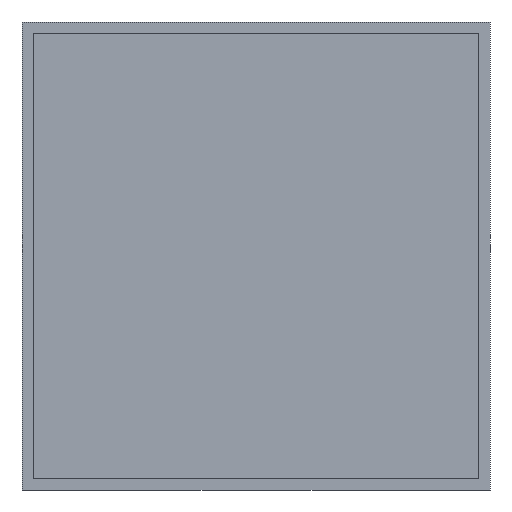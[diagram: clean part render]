
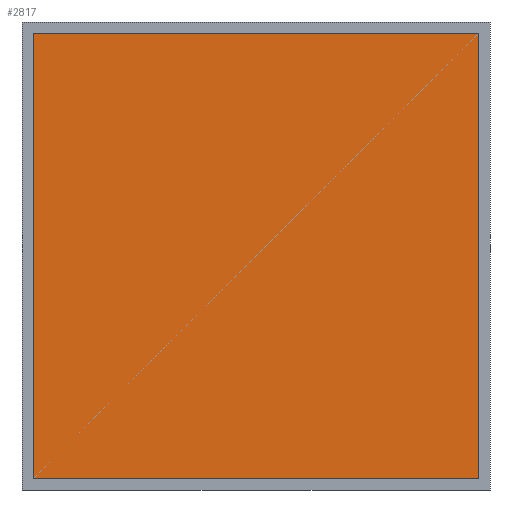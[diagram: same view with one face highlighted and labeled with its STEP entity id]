
A CAD part, front view. The second image highlights one B-rep face of the part: STEP entity #2817.
In plain terms, the highlighted planar face has unit normal (0, -1, 0).
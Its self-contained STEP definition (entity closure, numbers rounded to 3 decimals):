
#2702=DIRECTION('',(0.,0.,-1.));
#2703=VECTOR('',#2702,38.);
#2704=CARTESIAN_POINT('',(-19.,-0.2,19.));
#2705=LINE('',#2704,#2703);
#2706=DIRECTION('',(-1.,0.,0.));
#2707=VECTOR('',#2706,38.);
#2708=CARTESIAN_POINT('',(19.,-0.2,19.));
#2709=LINE('',#2708,#2707);
#2710=DIRECTION('',(0.,0.,1.));
#2711=VECTOR('',#2710,38.);
#2712=CARTESIAN_POINT('',(19.,-0.2,-19.));
#2713=LINE('',#2712,#2711);
#2714=DIRECTION('',(1.,0.,0.));
#2715=VECTOR('',#2714,38.);
#2716=CARTESIAN_POINT('',(-19.,-0.2,-19.));
#2717=LINE('',#2716,#2715);
#2726=CARTESIAN_POINT('',(-19.,-0.2,19.));
#2727=CARTESIAN_POINT('',(-19.,-0.2,-19.));
#2728=VERTEX_POINT('',#2726);
#2729=VERTEX_POINT('',#2727);
#2730=CARTESIAN_POINT('',(19.,-0.2,-19.));
#2731=VERTEX_POINT('',#2730);
#2732=CARTESIAN_POINT('',(19.,-0.2,19.));
#2733=VERTEX_POINT('',#2732);
#2806=CARTESIAN_POINT('',(0.,-0.2,0.));
#2807=DIRECTION('',(0.,-1.,0.));
#2808=DIRECTION('',(1.,0.,0.));
#2809=AXIS2_PLACEMENT_3D('',#2806,#2807,#2808);
#2810=PLANE('',#2809);
#2811=ORIENTED_EDGE('',*,*,#2758,.F.);
#2812=ORIENTED_EDGE('',*,*,#2773,.F.);
#2813=ORIENTED_EDGE('',*,*,#2787,.F.);
#2814=ORIENTED_EDGE('',*,*,#2800,.F.);
#2815=EDGE_LOOP('',(#2811,#2812,#2813,#2814));
#2816=FACE_OUTER_BOUND('',#2815,.F.);
#2817=ADVANCED_FACE('',(#2816),#2810,.T.);
#2758=EDGE_CURVE('',#2728,#2729,#2705,.T.);
#2773=EDGE_CURVE('',#2733,#2728,#2709,.T.);
#2787=EDGE_CURVE('',#2731,#2733,#2713,.T.);
#2800=EDGE_CURVE('',#2729,#2731,#2717,.T.);
